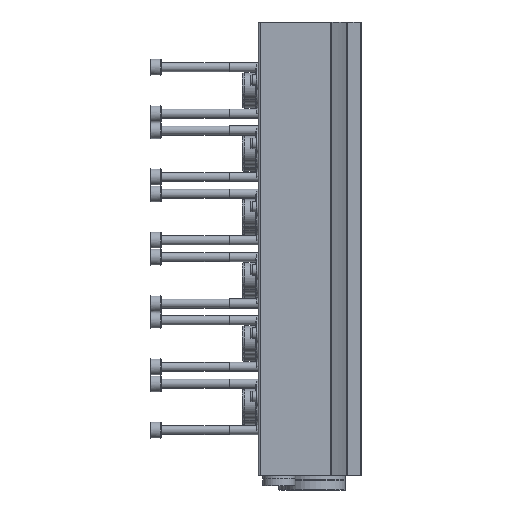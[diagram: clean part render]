
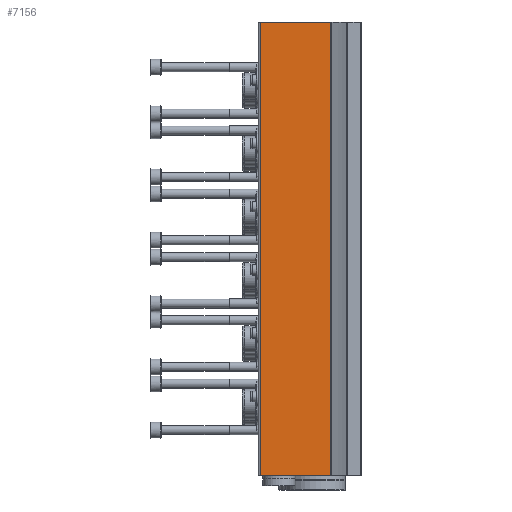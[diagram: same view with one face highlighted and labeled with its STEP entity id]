
A CAD part, left-side view. The second image highlights one B-rep face of the part: STEP entity #7156.
In plain terms, the highlighted planar face has unit normal (-1, 0, 0).
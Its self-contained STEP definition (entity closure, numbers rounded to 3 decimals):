
#273=PLANE('',#7708);
#1030=ORIENTED_EDGE('',*,*,#2908,.F.);
#1031=ORIENTED_EDGE('',*,*,#2907,.F.);
#1032=ORIENTED_EDGE('',*,*,#2909,.T.);
#1033=ORIENTED_EDGE('',*,*,#2910,.T.);
#2907=EDGE_CURVE('',#3846,#3844,#4508,.T.);
#2908=EDGE_CURVE('',#3844,#3847,#4509,.T.);
#2909=EDGE_CURVE('',#3846,#3848,#4510,.T.);
#2910=EDGE_CURVE('',#3848,#3847,#4511,.T.);
#3844=VERTEX_POINT('',#11411);
#3846=VERTEX_POINT('',#11415);
#3847=VERTEX_POINT('',#11419);
#3848=VERTEX_POINT('',#11421);
#4508=LINE('',#11416,#4998);
#4509=LINE('',#11418,#4999);
#4510=LINE('',#11420,#5000);
#4511=LINE('',#11422,#5001);
#4998=VECTOR('',#8652,1000.);
#4999=VECTOR('',#8655,1000.);
#5000=VECTOR('',#8656,1000.);
#5001=VECTOR('',#8657,1000.);
#5500=EDGE_LOOP('',(#1030,#1031,#1032,#1033));
#6259=FACE_BOUND('',#5500,.T.);
#7156=ADVANCED_FACE('',(#6259),#273,.T.);
#7708=AXIS2_PLACEMENT_3D('',#11417,#8653,#8654);
#8652=DIRECTION('',(0.,0.,1.));
#8653=DIRECTION('',(-1.,0.,0.));
#8654=DIRECTION('',(0.,0.,1.));
#8655=DIRECTION('',(0.,-1.,0.));
#8656=DIRECTION('',(0.,-1.,0.));
#8657=DIRECTION('',(0.,0.,1.));
#11411=CARTESIAN_POINT('',(-63.,44.,0.));
#11415=CARTESIAN_POINT('',(-63.,44.,-197.));
#11416=CARTESIAN_POINT('',(-63.,44.,-197.));
#11417=CARTESIAN_POINT('',(-63.,44.,-197.));
#11418=CARTESIAN_POINT('',(-63.,44.,0.));
#11419=CARTESIAN_POINT('',(-63.,13.354,0.));
#11420=CARTESIAN_POINT('',(-63.,44.,-197.));
#11421=CARTESIAN_POINT('',(-63.,13.354,-197.));
#11422=CARTESIAN_POINT('',(-63.,13.354,-197.));
